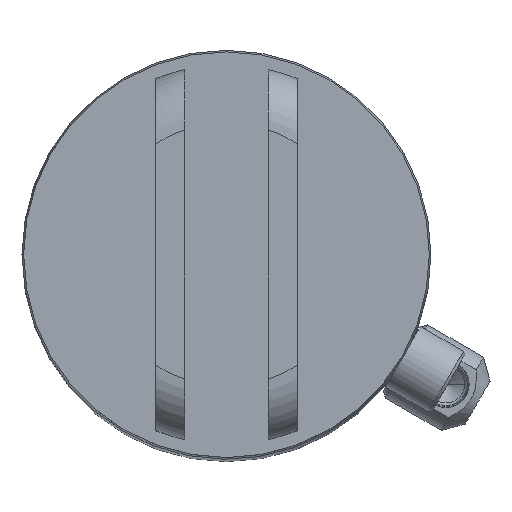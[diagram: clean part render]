
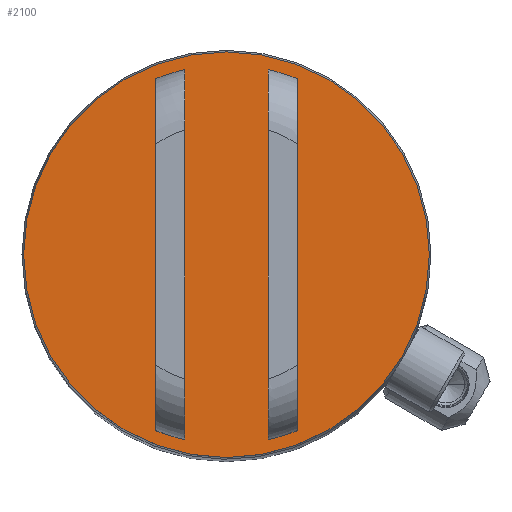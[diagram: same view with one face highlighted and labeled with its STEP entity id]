
A CAD part, top view. The second image highlights one B-rep face of the part: STEP entity #2100.
In plain terms, the highlighted planar face has unit normal (0, 0, 1).
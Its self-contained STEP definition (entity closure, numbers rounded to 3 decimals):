
#84 = CIRCLE ( 'NONE', #2854, 65. ) ;
#87 = CIRCLE ( 'NONE', #271, 69.5 ) ;
#163 = ORIENTED_EDGE ( 'NONE', *, *, #3184, .F. ) ;
#185 = CARTESIAN_POINT ( 'NONE',  ( -14.25, 63.419, 20. ) ) ;
#192 = CARTESIAN_POINT ( 'NONE',  ( 24.25, -60.307, 20. ) ) ;
#266 = VERTEX_POINT ( 'NONE', #1428 ) ;
#271 = AXIS2_PLACEMENT_3D ( 'NONE', #543, #1525, #1223 ) ;
#317 = ORIENTED_EDGE ( 'NONE', *, *, #926, .F. ) ;
#350 = ORIENTED_EDGE ( 'NONE', *, *, #2438, .F. ) ;
#356 = DIRECTION ( 'NONE',  ( -1., 0., 0. ) ) ;
#442 = AXIS2_PLACEMENT_3D ( 'NONE', #1127, #1143, #2743 ) ;
#466 = DIRECTION ( 'NONE',  ( -1., 0., 0. ) ) ;
#481 = CIRCLE ( 'NONE', #442, 69.5 ) ;
#537 = CARTESIAN_POINT ( 'NONE',  ( -69.5, 0., 20. ) ) ;
#538 = AXIS2_PLACEMENT_3D ( 'NONE', #1642, #646, #3222 ) ;
#543 = CARTESIAN_POINT ( 'NONE',  ( 0., 0., 20. ) ) ;
#583 = EDGE_CURVE ( 'NONE', #1659, #3338, #87, .T. ) ;
#614 = ORIENTED_EDGE ( 'NONE', *, *, #3177, .F. ) ;
#629 = CARTESIAN_POINT ( 'NONE',  ( -14.25, 63.419, 20. ) ) ;
#638 = CARTESIAN_POINT ( 'NONE',  ( 0., 0., 20. ) ) ;
#646 = DIRECTION ( 'NONE',  ( 0., 0., 1. ) ) ;
#651 = VERTEX_POINT ( 'NONE', #1938 ) ;
#831 = AXIS2_PLACEMENT_3D ( 'NONE', #1280, #2623, #2586 ) ;
#879 = DIRECTION ( 'NONE',  ( 0., -1., 0. ) ) ;
#916 = VERTEX_POINT ( 'NONE', #629 ) ;
#926 = EDGE_CURVE ( 'NONE', #3138, #266, #2101, .T. ) ;
#946 = DIRECTION ( 'NONE',  ( 0., -1., 0. ) ) ;
#996 = ORIENTED_EDGE ( 'NONE', *, *, #4137, .F. ) ;
#1032 = FACE_BOUND ( 'NONE', #4049, .T. ) ;
#1071 = CARTESIAN_POINT ( 'NONE',  ( -24.25, 60.307, 20. ) ) ;
#1127 = CARTESIAN_POINT ( 'NONE',  ( 0., 0., 20. ) ) ;
#1143 = DIRECTION ( 'NONE',  ( 0., 0., -1. ) ) ;
#1223 = DIRECTION ( 'NONE',  ( -1., 0., 0. ) ) ;
#1280 = CARTESIAN_POINT ( 'NONE',  ( 0., 0., 20. ) ) ;
#1286 = LINE ( 'NONE', #3816, #1888 ) ;
#1385 = AXIS2_PLACEMENT_3D ( 'NONE', #3309, #2634, #2977 ) ;
#1428 = CARTESIAN_POINT ( 'NONE',  ( -24.25, -60.307, 20. ) ) ;
#1462 = ORIENTED_EDGE ( 'NONE', *, *, #3048, .F. ) ;
#1525 = DIRECTION ( 'NONE',  ( 0., 0., -1. ) ) ;
#1569 = EDGE_LOOP ( 'NONE', ( #350, #1462, #3847, #1711 ) ) ;
#1614 = ORIENTED_EDGE ( 'NONE', *, *, #583, .F. ) ;
#1620 = CARTESIAN_POINT ( 'NONE',  ( 14.25, -63.419, 20. ) ) ;
#1642 = CARTESIAN_POINT ( 'NONE',  ( 69.5, 0., 20. ) ) ;
#1659 = VERTEX_POINT ( 'NONE', #537 ) ;
#1696 = VECTOR ( 'NONE', #946, 1000. ) ;
#1711 = ORIENTED_EDGE ( 'NONE', *, *, #4104, .F. ) ;
#1733 = DIRECTION ( 'NONE',  ( 0., 1., 0. ) ) ;
#1785 = CIRCLE ( 'NONE', #1955, 65. ) ;
#1882 = CARTESIAN_POINT ( 'NONE',  ( -24.25, -60.307, 20. ) ) ;
#1888 = VECTOR ( 'NONE', #879, 1000. ) ;
#1928 = VERTEX_POINT ( 'NONE', #2186 ) ;
#1938 = CARTESIAN_POINT ( 'NONE',  ( 24.25, 60.307, 20. ) ) ;
#1955 = AXIS2_PLACEMENT_3D ( 'NONE', #3350, #3052, #466 ) ;
#2090 = CIRCLE ( 'NONE', #1385, 65. ) ;
#2100 = ADVANCED_FACE ( 'NONE', ( #2965, #2650, #1032 ), #2592, .T. ) ;
#2101 = LINE ( 'NONE', #1882, #1696 ) ;
#2186 = CARTESIAN_POINT ( 'NONE',  ( 14.25, 63.419, 20. ) ) ;
#2261 = VERTEX_POINT ( 'NONE', #192 ) ;
#2284 = LINE ( 'NONE', #185, #4176 ) ;
#2431 = CARTESIAN_POINT ( 'NONE',  ( -14.25, -63.419, 20. ) ) ;
#2438 = EDGE_CURVE ( 'NONE', #2261, #651, #3312, .T. ) ;
#2575 = DIRECTION ( 'NONE',  ( 0., 0., 1. ) ) ;
#2586 = DIRECTION ( 'NONE',  ( -1., 0., 0. ) ) ;
#2592 = PLANE ( 'NONE',  #538 ) ;
#2621 = VERTEX_POINT ( 'NONE', #1620 ) ;
#2623 = DIRECTION ( 'NONE',  ( 0., 0., 1. ) ) ;
#2634 = DIRECTION ( 'NONE',  ( 0., 0., 1. ) ) ;
#2650 = FACE_OUTER_BOUND ( 'NONE', #3155, .T. ) ;
#2655 = EDGE_CURVE ( 'NONE', #916, #3138, #1785, .T. ) ;
#2743 = DIRECTION ( 'NONE',  ( -1., 0., 0. ) ) ;
#2854 = AXIS2_PLACEMENT_3D ( 'NONE', #638, #2575, #356 ) ;
#2965 = FACE_BOUND ( 'NONE', #1569, .T. ) ;
#2977 = DIRECTION ( 'NONE',  ( -1., 0., 0. ) ) ;
#3026 = DIRECTION ( 'NONE',  ( 0., 1., 0. ) ) ;
#3048 = EDGE_CURVE ( 'NONE', #2621, #2261, #2090, .T. ) ;
#3052 = DIRECTION ( 'NONE',  ( 0., 0., 1. ) ) ;
#3138 = VERTEX_POINT ( 'NONE', #1071 ) ;
#3155 = EDGE_LOOP ( 'NONE', ( #1614, #614 ) ) ;
#3177 = EDGE_CURVE ( 'NONE', #3338, #1659, #481, .T. ) ;
#3184 = EDGE_CURVE ( 'NONE', #3956, #916, #2284, .T. ) ;
#3222 = DIRECTION ( 'NONE',  ( 1., 0., 0. ) ) ;
#3288 = CARTESIAN_POINT ( 'NONE',  ( 24.25, 60.307, 20. ) ) ;
#3309 = CARTESIAN_POINT ( 'NONE',  ( 0., 0., 20. ) ) ;
#3312 = LINE ( 'NONE', #3288, #3658 ) ;
#3338 = VERTEX_POINT ( 'NONE', #3767 ) ;
#3350 = CARTESIAN_POINT ( 'NONE',  ( 0., 0., 20. ) ) ;
#3379 = EDGE_CURVE ( 'NONE', #1928, #2621, #1286, .T. ) ;
#3658 = VECTOR ( 'NONE', #3026, 1000. ) ;
#3731 = ORIENTED_EDGE ( 'NONE', *, *, #2655, .F. ) ;
#3767 = CARTESIAN_POINT ( 'NONE',  ( 69.5, 0., 20. ) ) ;
#3816 = CARTESIAN_POINT ( 'NONE',  ( 14.25, -63.419, 20. ) ) ;
#3847 = ORIENTED_EDGE ( 'NONE', *, *, #3379, .F. ) ;
#3956 = VERTEX_POINT ( 'NONE', #2431 ) ;
#4049 = EDGE_LOOP ( 'NONE', ( #317, #3731, #163, #996 ) ) ;
#4104 = EDGE_CURVE ( 'NONE', #651, #1928, #84, .T. ) ;
#4137 = EDGE_CURVE ( 'NONE', #266, #3956, #4143, .T. ) ;
#4143 = CIRCLE ( 'NONE', #831, 65. ) ;
#4176 = VECTOR ( 'NONE', #1733, 1000. ) ;
